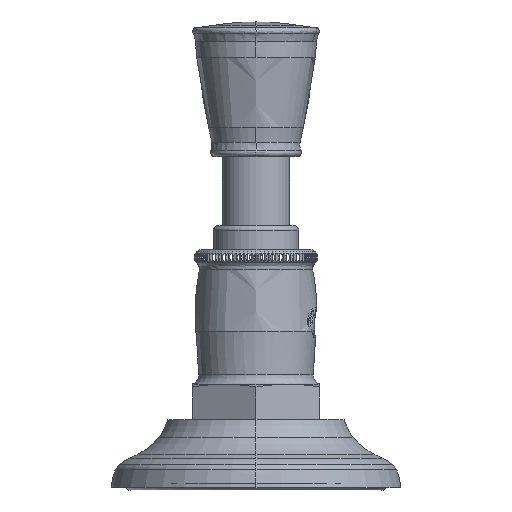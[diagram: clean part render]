
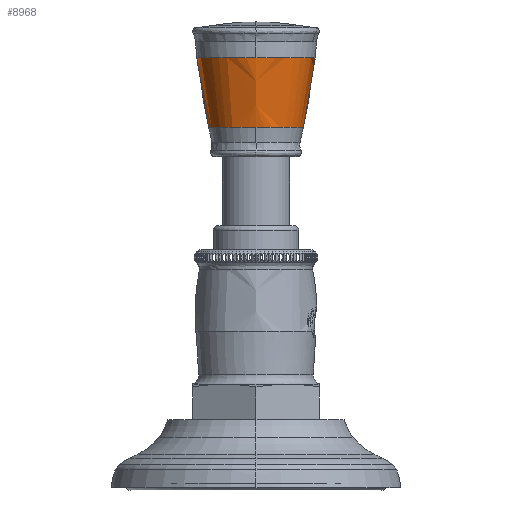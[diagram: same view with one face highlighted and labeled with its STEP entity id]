
A CAD part, left-side view. The second image highlights one B-rep face of the part: STEP entity #8968.
In plain terms, the highlighted free-form (B-spline) face has degree [3, 3] with [7, 4] control points.
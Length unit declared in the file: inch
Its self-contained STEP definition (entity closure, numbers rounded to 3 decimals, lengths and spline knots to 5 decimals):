
#4468=CARTESIAN_POINT('',(-11.57969,-0.1986,
3.36722));
#4469=CARTESIAN_POINT('',(-11.58748,-0.21179,
3.3538));
#4470=CARTESIAN_POINT('',(-11.60351,-0.23504,
3.32534));
#4471=CARTESIAN_POINT('',(-11.62899,-0.26268,
3.27474));
#4472=CARTESIAN_POINT('',(-11.64974,-0.27916,
3.22636));
#4473=CARTESIAN_POINT('',(-11.66598,-0.288,
3.17968));
#4474=CARTESIAN_POINT('',(-11.67758,-0.29049,
3.13491));
#4475=CARTESIAN_POINT('',(-11.68491,-0.28745,
3.0903));
#4476=CARTESIAN_POINT('',(-11.68766,-0.2786,
3.04548));
#4477=CARTESIAN_POINT('',(-11.6857,-0.26367,
3.00129));
#4478=CARTESIAN_POINT('',(-11.67959,-0.24284,
2.95992));
#4479=CARTESIAN_POINT('',(-11.67171,-0.21959,
2.92591));
#4480=CARTESIAN_POINT('',(-11.66226,-0.1914,
2.89415));
#4481=CARTESIAN_POINT('',(-11.65158,-0.15599,
2.86448));
#4482=CARTESIAN_POINT('',(-11.64156,-0.11419,
2.84012));
#4483=CARTESIAN_POINT('',(-11.63679,-0.08533,
2.82943));
#4484=CARTESIAN_POINT('',(-11.63491,-0.07036,
2.8253));
#4486=CARTESIAN_POINT('',(-12.,0.,2.8253));
#4487=DIRECTION('',(0.,0.,1.));
#4488=DIRECTION('',(-1.,0.,0.));
#4489=AXIS2_PLACEMENT_3D('',#4486,#4487,#4488);
#4491=CARTESIAN_POINT('',(-12.,0.,2.8253));
#4492=DIRECTION('',(0.,0.,-1.));
#4493=DIRECTION('',(-1.,0.,0.));
#4494=AXIS2_PLACEMENT_3D('',#4491,#4492,#4493);
#4496=CARTESIAN_POINT('',(-11.63491,0.07036,
2.8253));
#4497=CARTESIAN_POINT('',(-11.63679,0.08536,
2.82944));
#4498=CARTESIAN_POINT('',(-11.64157,0.11427,
2.84015));
#4499=CARTESIAN_POINT('',(-11.65164,0.15621,
2.86463));
#4500=CARTESIAN_POINT('',(-11.66231,0.19155,
2.89431));
#4501=CARTESIAN_POINT('',(-11.67168,0.2195,
2.92582));
#4502=CARTESIAN_POINT('',(-11.67953,0.24265,
2.9596));
#4503=CARTESIAN_POINT('',(-11.68567,0.26353,
3.00094));
#4504=CARTESIAN_POINT('',(-11.68766,0.27854,
3.04523));
#4505=CARTESIAN_POINT('',(-11.68493,0.28742,
3.09009));
#4506=CARTESIAN_POINT('',(-11.67765,0.29048,
3.13455));
#4507=CARTESIAN_POINT('',(-11.66615,0.28806,
3.17908));
#4508=CARTESIAN_POINT('',(-11.65004,0.27936,
3.22557));
#4509=CARTESIAN_POINT('',(-11.62935,0.26301,
3.274));
#4510=CARTESIAN_POINT('',(-11.60373,0.23534,
3.32494));
#4511=CARTESIAN_POINT('',(-11.58756,0.21192,
3.35367));
#4512=CARTESIAN_POINT('',(-11.57969,0.1986,
3.36722));
#4531=CARTESIAN_POINT('',(-12.,0.,3.36722));
#4532=DIRECTION('',(0.,0.,-1.));
#4533=DIRECTION('',(-1.,0.,0.));
#4534=AXIS2_PLACEMENT_3D('',#4531,#4532,#4533);
#4575=CARTESIAN_POINT('',(-12.,0.,3.36722));
#4576=DIRECTION('',(0.,0.,1.));
#4577=DIRECTION('',(-1.,0.,0.));
#4578=AXIS2_PLACEMENT_3D('',#4575,#4576,#4577);
#5132=CARTESIAN_POINT('',(-12.37181,0.,2.8253));
#5133=VERTEX_POINT('',#5132);
#5134=CARTESIAN_POINT('',(-12.46487,0.,3.36722));
#5135=VERTEX_POINT('',#5134);
#5154=VERTEX_POINT('',#4512);
#5155=VERTEX_POINT('',#4496);
#5156=VERTEX_POINT('',#4484);
#5157=VERTEX_POINT('',#4468);
#8926=CARTESIAN_POINT('',(-11.53522,-0.03368,
3.37816));
#8927=CARTESIAN_POINT('',(-11.55462,-0.03228,
3.18826));
#8928=CARTESIAN_POINT('',(-11.58685,-0.02994,
3.00011));
#8929=CARTESIAN_POINT('',(-11.63174,-0.02669,
2.8146));
#8930=CARTESIAN_POINT('',(-11.598,-0.89998,
3.37816));
#8931=CARTESIAN_POINT('',(-11.61478,-0.86241,
3.18826));
#8932=CARTESIAN_POINT('',(-11.64265,-0.80001,
3.00011));
#8933=CARTESIAN_POINT('',(-11.68148,-0.71308,
2.8146));
#8934=CARTESIAN_POINT('',(-12.466,-0.86857,
3.37816));
#8935=CARTESIAN_POINT('',(-12.44655,-0.83231,
3.18826));
#8936=CARTESIAN_POINT('',(-12.41424,-0.77209,
3.00011));
#8937=CARTESIAN_POINT('',(-12.36923,-0.68819,
2.8146));
#8938=CARTESIAN_POINT('',(-12.466,0.,3.37816));
#8939=CARTESIAN_POINT('',(-12.44655,0.,3.18826));
#8940=CARTESIAN_POINT('',(-12.41424,0.,3.00011));
#8941=CARTESIAN_POINT('',(-12.36923,0.,2.8146));
#8942=CARTESIAN_POINT('',(-12.466,0.86857,
3.37816));
#8943=CARTESIAN_POINT('',(-12.44655,0.83231,
3.18826));
#8944=CARTESIAN_POINT('',(-12.41424,0.77209,
3.00011));
#8945=CARTESIAN_POINT('',(-12.36923,0.68819,
2.8146));
#8946=CARTESIAN_POINT('',(-11.598,0.89998,
3.37816));
#8947=CARTESIAN_POINT('',(-11.61478,0.86241,
3.18826));
#8948=CARTESIAN_POINT('',(-11.64265,0.80001,
3.00011));
#8949=CARTESIAN_POINT('',(-11.68148,0.71308,
2.8146));
#8950=CARTESIAN_POINT('',(-11.53522,0.03368,
3.37816));
#8951=CARTESIAN_POINT('',(-11.55462,0.03228,
3.18826));
#8952=CARTESIAN_POINT('',(-11.58685,0.02994,
3.00011));
#8953=CARTESIAN_POINT('',(-11.63174,0.02669,
2.8146));
#8954=(BOUNDED_SURFACE()B_SPLINE_SURFACE(3,3,((#8926,#8927,#8928,#8929),(#8930,
#8931,#8932,#8933),(#8934,#8935,#8936,#8937),(#8938,#8939,#8940,#8941),(#8942,
#8943,#8944,#8945),(#8946,#8947,#8948,#8949),(#8950,#8951,#8952,#8953)),
.UNSPECIFIED.,.F.,.F.,.F.)B_SPLINE_SURFACE_WITH_KNOTS((4,3,4),(4,4),(0.,1.,
2.),(0.,1.),.UNSPECIFIED.)GEOMETRIC_REPRESENTATION_ITEM()RATIONAL_B_SPLINE_SURFACE(((1.932,1.929,1.929,1.932),(
0.691,0.69,0.69,0.691),(
0.691,0.69,0.69,0.691),(
1.932,1.929,1.929,1.932),(
0.691,0.69,0.69,0.691),(
0.691,0.69,0.69,0.691),(
1.932,1.929,1.929,1.932)))REPRESENTATION_ITEM('')SURFACE());
#8956=ORIENTED_EDGE('',*,*,#8955,.F.);
#8958=ORIENTED_EDGE('',*,*,#8957,.T.);
#8960=ORIENTED_EDGE('',*,*,#8959,.T.);
#8962=ORIENTED_EDGE('',*,*,#8961,.F.);
#8963=ORIENTED_EDGE('',*,*,#8915,.T.);
#8965=ORIENTED_EDGE('',*,*,#8964,.T.);
#8966=EDGE_LOOP('',(#8956,#8958,#8960,#8962,#8963,#8965));
#8967=FACE_OUTER_BOUND('',#8966,.F.);
#8968=ADVANCED_FACE('',(#8967),#8954,.T.);
#4485=B_SPLINE_CURVE_WITH_KNOTS('',3,(#4468,#4469,#4470,#4471,#4472,#4473,#4474,
#4475,#4476,#4477,#4478,#4479,#4480,#4481,#4482,#4483,#4484),.UNSPECIFIED.,.F.,
.F.,(4,1,1,1,1,1,1,1,1,1,1,1,1,1,4),(0.,0.07143,0.14286,
0.21429,0.28571,0.35714,0.42857,0.5,
0.57143,0.64286,0.71429,0.78571,
0.85714,0.92857,1.),.UNSPECIFIED.);
#4490=CIRCLE('',#4489,0.37181);
#4495=CIRCLE('',#4494,0.37181);
#4513=B_SPLINE_CURVE_WITH_KNOTS('',3,(#4496,#4497,#4498,#4499,#4500,#4501,#4502,
#4503,#4504,#4505,#4506,#4507,#4508,#4509,#4510,#4511,#4512),.UNSPECIFIED.,.F.,
.F.,(4,1,1,1,1,1,1,1,1,1,1,1,1,1,4),(0.,0.07143,0.14286,
0.21429,0.28571,0.35714,0.42857,0.5,
0.57143,0.64286,0.71429,0.78571,
0.85714,0.92857,1.),.UNSPECIFIED.);
#4535=CIRCLE('',#4534,0.46487);
#4579=CIRCLE('',#4578,0.46487);
#8915=EDGE_CURVE('',#5133,#5155,#4495,.T.);
#8955=EDGE_CURVE('',#5135,#5154,#4535,.T.);
#8957=EDGE_CURVE('',#5135,#5157,#4579,.T.);
#8959=EDGE_CURVE('',#5157,#5156,#4485,.T.);
#8961=EDGE_CURVE('',#5133,#5156,#4490,.T.);
#8964=EDGE_CURVE('',#5155,#5154,#4513,.T.);
